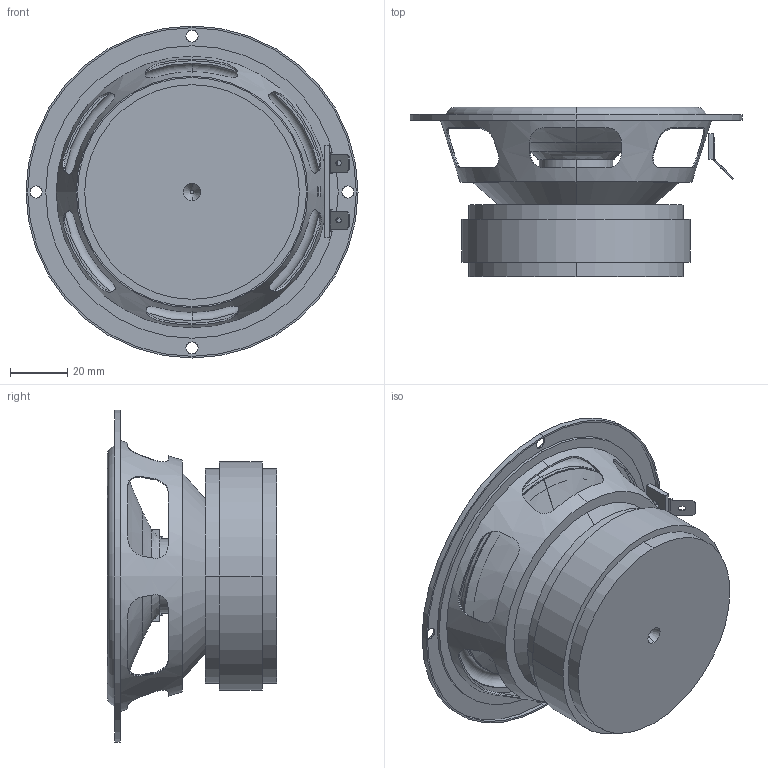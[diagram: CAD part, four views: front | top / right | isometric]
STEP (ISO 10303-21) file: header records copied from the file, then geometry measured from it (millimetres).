
FILE_DESCRIPTION (( 'STEP AP214' ), '1' );
FILE_NAME ('385 3D.STEP', '2022-04-14T00:54:21', ( '' ), ( '' ), 'SwSTEP 2.0', 'SolidWorks 2020', '' );
FILE_SCHEMA (( 'AUTOMOTIVE_DESIGN' ));
Length unit declared in the file: millimetre
Products named in the file (1): 385 3D
Bounding box: 116 x 59.09 x 116 mm (x, y, z)
Volume: 127641 mm3; surface area: 90260.9 mm2
Topology: 12 solids, 12 shells, 287 faces, 756 edges, 492 vertices
Faces by surface type: cylinder 120, plane 109, cone 38, torus 12, bspline 4, sphere 4
Entity records: 14048 total; most frequent: CARTESIAN_POINT 3462, ORIENTED_EDGE 1512, DIRECTION 1490, EDGE_CURVE 756, AXIS2_PLACEMENT_3D 570, VERTEX_POINT 492, EDGE_LOOP 376, VECTOR 350
